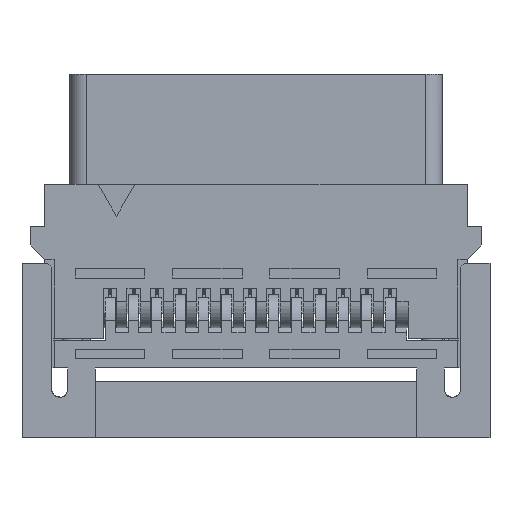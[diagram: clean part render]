
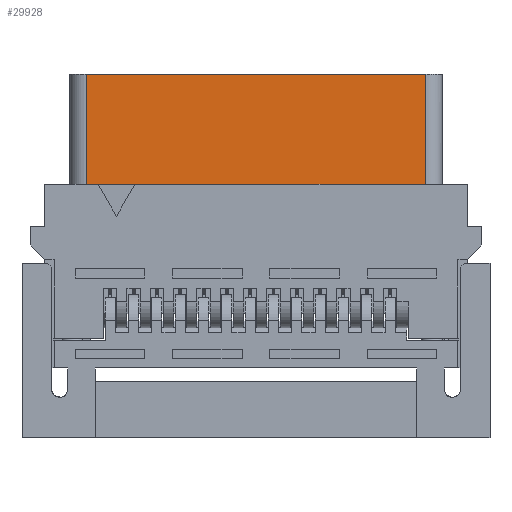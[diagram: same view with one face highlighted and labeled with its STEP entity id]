
A CAD part, front view. The second image highlights one B-rep face of the part: STEP entity #29928.
In plain terms, the highlighted planar face has unit normal (0, -1, 0).
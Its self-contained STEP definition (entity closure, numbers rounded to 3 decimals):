
#24918=CARTESIAN_POINT('',(9.245,-2.7,9.85));
#24919=VERTEX_POINT('',#24918);
#24938=CARTESIAN_POINT('',(-9.245,-2.7,9.85));
#24939=VERTEX_POINT('',#24938);
#24940=CARTESIAN_POINT('',(9.245,-2.7,9.85));
#24941=CARTESIAN_POINT('',(5.547,-2.7,9.85));
#24942=CARTESIAN_POINT('',(1.849,-2.7,9.85));
#24943=CARTESIAN_POINT('',(-1.849,-2.7,9.85));
#24944=CARTESIAN_POINT('',(-5.547,-2.7,9.85));
#24945=CARTESIAN_POINT('',(-9.245,-2.7,9.85));
#24946=B_SPLINE_CURVE_WITH_KNOTS('',5,(#24940,#24941,#24942,#24943,#24944,#24945),.UNSPECIFIED.,.F.,.U.,(6,6),(0.,18.49),.UNSPECIFIED.);
#24947=EDGE_CURVE('',#24919,#24939,#24946,.T.);
#26609=CARTESIAN_POINT('',(-9.245,-2.7,15.85));
#26610=VERTEX_POINT('',#26609);
#26629=CARTESIAN_POINT('',(9.245,-2.7,15.85));
#26630=VERTEX_POINT('',#26629);
#26631=CARTESIAN_POINT('',(-9.245,-2.7,15.85));
#26632=CARTESIAN_POINT('',(-5.547,-2.7,15.85));
#26633=CARTESIAN_POINT('',(-1.849,-2.7,15.85));
#26634=CARTESIAN_POINT('',(1.849,-2.7,15.85));
#26635=CARTESIAN_POINT('',(5.547,-2.7,15.85));
#26636=CARTESIAN_POINT('',(9.245,-2.7,15.85));
#26637=B_SPLINE_CURVE_WITH_KNOTS('',5,(#26631,#26632,#26633,#26634,#26635,#26636),.UNSPECIFIED.,.F.,.U.,(6,6),(0.,18.49),.UNSPECIFIED.);
#26638=EDGE_CURVE('',#26610,#26630,#26637,.T.);
#29896=CARTESIAN_POINT('',(9.245,-2.7,9.85));
#29897=CARTESIAN_POINT('',(9.245,-2.7,11.05));
#29898=CARTESIAN_POINT('',(9.245,-2.7,12.25));
#29899=CARTESIAN_POINT('',(9.245,-2.7,13.45));
#29900=CARTESIAN_POINT('',(9.245,-2.7,14.65));
#29901=CARTESIAN_POINT('',(9.245,-2.7,15.85));
#29902=B_SPLINE_CURVE_WITH_KNOTS('',5,(#29896,#29897,#29898,#29899,#29900,#29901),.UNSPECIFIED.,.F.,.U.,(6,6),(0.,6.),.UNSPECIFIED.);
#29903=EDGE_CURVE('',#24919,#26630,#29902,.T.);
#29909=CARTESIAN_POINT('',(0.,-2.7,12.85));
#29910=DIRECTION('',(1.,0.,0.));
#29911=DIRECTION('',(0.,-1.,0.));
#29912=AXIS2_PLACEMENT_3D('',#29909,#29911,#29910);
#29913=PLANE('',#29912);
#29914=ORIENTED_EDGE('',*,*,#29903,.T.);
#29915=ORIENTED_EDGE('',*,*,#26638,.F.);
#29916=CARTESIAN_POINT('',(-9.245,-2.7,9.85));
#29917=CARTESIAN_POINT('',(-9.245,-2.7,11.05));
#29918=CARTESIAN_POINT('',(-9.245,-2.7,12.25));
#29919=CARTESIAN_POINT('',(-9.245,-2.7,13.45));
#29920=CARTESIAN_POINT('',(-9.245,-2.7,14.65));
#29921=CARTESIAN_POINT('',(-9.245,-2.7,15.85));
#29922=B_SPLINE_CURVE_WITH_KNOTS('',5,(#29916,#29917,#29918,#29919,#29920,#29921),.UNSPECIFIED.,.F.,.U.,(6,6),(0.,6.),.UNSPECIFIED.);
#29923=EDGE_CURVE('',#24939,#26610,#29922,.T.);
#29924=ORIENTED_EDGE('',*,*,#29923,.F.);
#29925=ORIENTED_EDGE('',*,*,#24947,.F.);
#29926=EDGE_LOOP('',(#29914,#29915,#29924,#29925));
#29927=FACE_OUTER_BOUND('',#29926,.T.);
#29928=ADVANCED_FACE('',(#29927),#29913,.T.);
